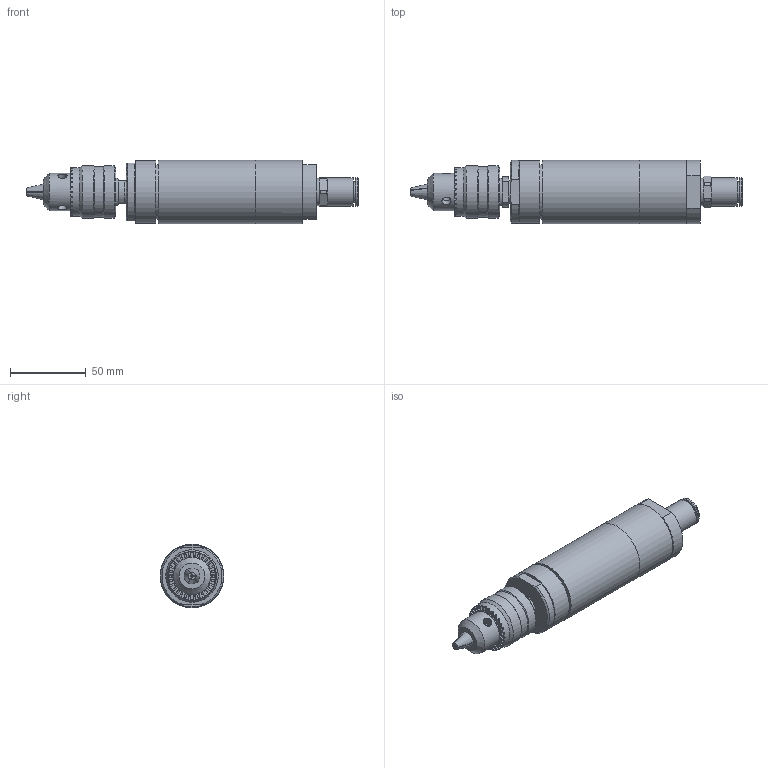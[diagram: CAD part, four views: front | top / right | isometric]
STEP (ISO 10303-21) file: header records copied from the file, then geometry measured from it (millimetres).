
FILE_DESCRIPTION(/* description */ (''),/* implementation_level */ '2;1');
FILE_NAME(/* name */ 'EBM 38-2900 B_60009267.stp',/* time_stamp */ '2019-01-09T16:54:44+01:00',/* author */ ('flambert'),/* organization */ (''),/* preprocessor_version */ 'ST-DEVELOPER v17',/* originating_system */ 'Autodesk Inventor 2018',/* authorisation */ '');
FILE_SCHEMA (('AUTOMOTIVE_DESIGN { 1 0 10303 214 3 1 1 }'));
Length unit declared in the file: millimetre
Products named in the file (1): EBM 38-2900 B_60009267
Bounding box: 218.55 x 42 x 42 mm (x, y, z)
Volume: 211606.9 mm3; surface area: 30413.8 mm2
Topology: 1 solids, 2 shells, 299 faces, 818 edges, 537 vertices
Faces by surface type: plane 167, cone 66, cylinder 63, torus 3
Full cylindrical faces by diameter (mm): 1.5 x1, 6 x3, 12 x1, 13.2 x1, 14.95 x1, 16 x1, 18 x1, 18.5 x2, 23 x1, 24.5 x1, 32 x1, 33.5 x1, 34.5 x2, 36 x1, 41.5 x1, 42 x2
Entity records: 10381 total; most frequent: CARTESIAN_POINT 2468, ORIENTED_EDGE 1630, DIRECTION 1620, EDGE_CURVE 815, AXIS2_PLACEMENT_3D 643, VERTEX_POINT 537, LINE 334, VECTOR 334
